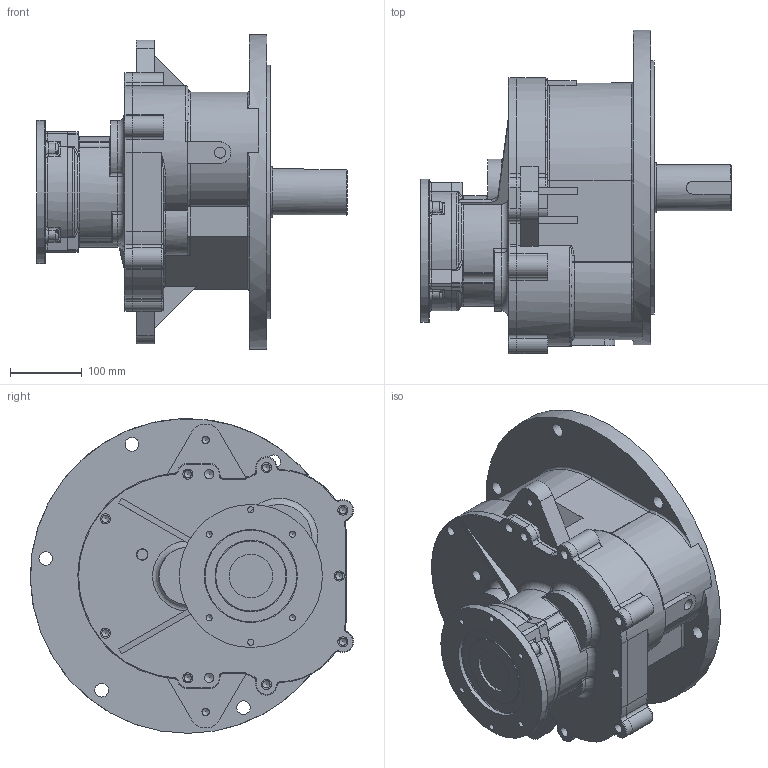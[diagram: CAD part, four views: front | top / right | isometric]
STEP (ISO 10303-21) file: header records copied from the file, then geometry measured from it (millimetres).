
FILE_DESCRIPTION (( 'STEP AP214' ), '1' );
FILE_NAME ('EK2DO07898H001_F1VF_1.5KW_R100.stp', '2022-07-04T06:26:53', ( 'Windows 餌辨濠' ), ( '' ), 'SwSTEP 2.0', 'SolidWorks 2021', '' );
FILE_SCHEMA (( 'AUTOMOTIVE_DESIGN' ));
Length unit declared in the file: millimetre
Products named in the file (5): EK2DO07898H001_F1VF_1.5KW_R100; DKA0800229_BRACKET; DKG1300339__1.5; DKA0102470_CASING; 23_1.5KW
Assembly tree (4 placements, depth 2):
  EK2DO07898H001_F1VF_1.5KW_R100
    DKA0102470_CASING
    DKA0800229_BRACKET
    23_1.5KW
    DKG1300339__1.5
Bounding box: 434.5 x 451.98 x 440 mm (x, y, z)
Volume: 20060022.6 mm3; surface area: 1101044.7 mm2
Topology: 4 solids, 4 shells, 657 faces, 1703 edges, 1051 vertices
Faces by surface type: cylinder 303, plane 151, torus 120, bspline 44, cone 29, sphere 10
Full cylindrical faces by diameter (mm): 2.7 x2, 6.8 x3, 8.5 x6, 9 x3, 10.2 x11, 13 x4, 14 x9, 19 x6, 61 x1, 65 x1, 70 x1, 98 x1, 130 x1, 200 x1, 335 x1, 355 x1, 440 x1
Entity records: 23060 total; most frequent: CARTESIAN_POINT 7029, DIRECTION 3411, ORIENTED_EDGE 3138, EDGE_CURVE 1569, AXIS2_PLACEMENT_3D 1440, VERTEX_POINT 1015, CIRCLE 820, EDGE_LOOP 798
